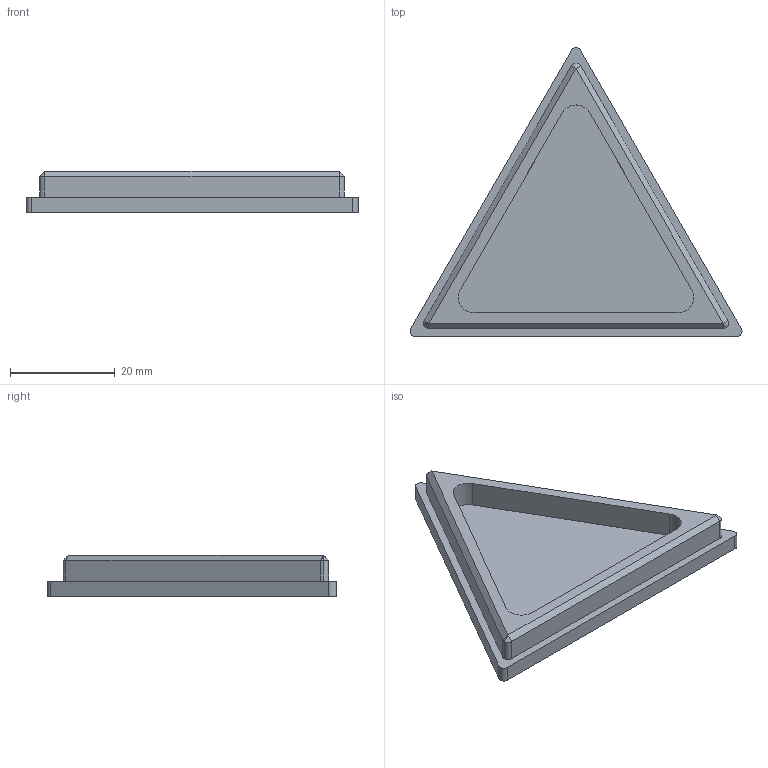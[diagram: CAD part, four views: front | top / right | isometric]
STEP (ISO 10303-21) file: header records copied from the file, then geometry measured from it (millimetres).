
FILE_DESCRIPTION (( 'STEP AP214' ), '1' );
FILE_NAME ('Hera_P_corps_fond_A.step', '2020-01-27T22:54:08', ( '' ), ( '' ), 'SwSTEP 2.0', 'SolidWorks 2019', '' );
FILE_SCHEMA (( 'AUTOMOTIVE_DESIGN' ));
Length unit declared in the file: millimetre
Products named in the file (1): Hera_P_corps_fond_A
Bounding box: 63.54 x 55.29 x 8 mm (x, y, z)
Volume: 7935.2 mm3; surface area: 5679.6 mm2
Topology: 1 solids, 1 shells, 32 faces, 77 edges, 45 vertices
Faces by surface type: plane 16, cylinder 12, cone 4
Entity records: 927 total; most frequent: DIRECTION 163, CARTESIAN_POINT 151, ORIENTED_EDGE 146, EDGE_CURVE 73, AXIS2_PLACEMENT_3D 57, VECTOR 49, LINE 49, VERTEX_POINT 45
